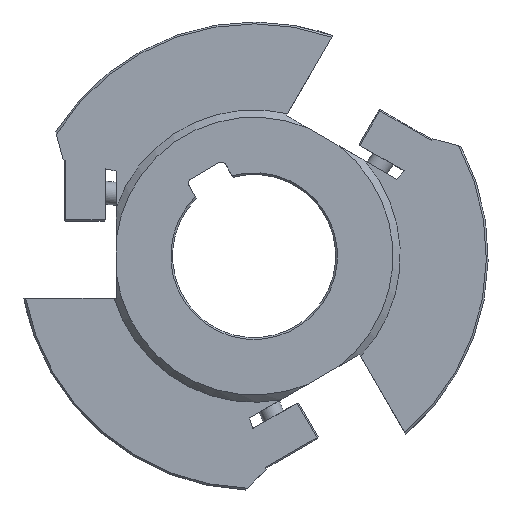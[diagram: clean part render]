
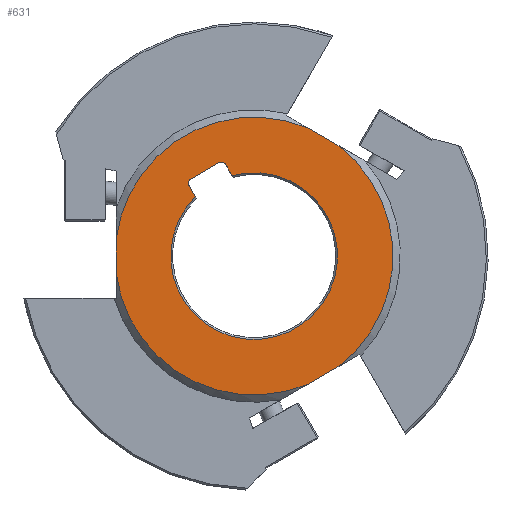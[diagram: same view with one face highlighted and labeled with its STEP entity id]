
A CAD part, left-side view. The second image highlights one B-rep face of the part: STEP entity #631.
In plain terms, the highlighted planar face has unit normal (-1, 0, 0).
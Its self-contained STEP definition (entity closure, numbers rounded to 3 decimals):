
#67=PLANE('',#2109);
#194=LINE('',#3153,#377);
#199=LINE('',#3166,#382);
#202=LINE('',#3190,#385);
#204=LINE('',#3196,#387);
#205=LINE('',#3200,#388);
#206=LINE('',#3204,#389);
#377=VECTOR('',#2415,1.);
#382=VECTOR('',#2428,1.);
#385=VECTOR('',#2441,1.);
#387=VECTOR('',#2447,1.);
#388=VECTOR('',#2450,1.);
#389=VECTOR('',#2453,1.);
#631=ADVANCED_FACE('',(#731,#732),#67,.T.);
#731=FACE_BOUND('',#803,.T.);
#732=FACE_BOUND('',#804,.T.);
#803=EDGE_LOOP('',(#1129,#1130,#1131,#1132,#1133,#1134));
#804=EDGE_LOOP('',(#1135,#1136,#1137,#1138,#1139,#1140));
#1129=ORIENTED_EDGE('',*,*,#1819,.T.);
#1130=ORIENTED_EDGE('',*,*,#1814,.F.);
#1131=ORIENTED_EDGE('',*,*,#1810,.F.);
#1132=ORIENTED_EDGE('',*,*,#1807,.F.);
#1133=ORIENTED_EDGE('',*,*,#1803,.F.);
#1134=ORIENTED_EDGE('',*,*,#1821,.F.);
#1135=ORIENTED_EDGE('',*,*,#1823,.T.);
#1136=ORIENTED_EDGE('',*,*,#1824,.F.);
#1137=ORIENTED_EDGE('',*,*,#1825,.T.);
#1138=ORIENTED_EDGE('',*,*,#1826,.F.);
#1139=ORIENTED_EDGE('',*,*,#1827,.T.);
#1140=ORIENTED_EDGE('',*,*,#1828,.F.);
#1577=VERTEX_POINT('',#3145);
#1578=VERTEX_POINT('',#3146);
#1581=VERTEX_POINT('',#3154);
#1583=VERTEX_POINT('',#3160);
#1585=VERTEX_POINT('',#3167);
#1588=VERTEX_POINT('',#3184);
#1589=VERTEX_POINT('',#3194);
#1590=VERTEX_POINT('',#3195);
#1591=VERTEX_POINT('',#3197);
#1592=VERTEX_POINT('',#3199);
#1593=VERTEX_POINT('',#3201);
#1594=VERTEX_POINT('',#3203);
#1803=EDGE_CURVE('',#1577,#1578,#1990,.T.);
#1807=EDGE_CURVE('',#1578,#1581,#194,.T.);
#1810=EDGE_CURVE('',#1581,#1583,#1992,.T.);
#1814=EDGE_CURVE('',#1583,#1585,#199,.T.);
#1819=EDGE_CURVE('',#1588,#1585,#1995,.T.);
#1821=EDGE_CURVE('',#1588,#1577,#202,.T.);
#1823=EDGE_CURVE('',#1589,#1590,#1996,.T.);
#1824=EDGE_CURVE('',#1591,#1590,#204,.T.);
#1825=EDGE_CURVE('',#1591,#1592,#1997,.T.);
#1826=EDGE_CURVE('',#1593,#1592,#205,.T.);
#1827=EDGE_CURVE('',#1593,#1594,#1998,.T.);
#1828=EDGE_CURVE('',#1589,#1594,#206,.T.);
#1990=CIRCLE('',#2093,0.85);
#1992=CIRCLE('',#2097,0.85);
#1995=CIRCLE('',#2102,13.8);
#1996=CIRCLE('',#2106,23.);
#1997=CIRCLE('',#2107,23.);
#1998=CIRCLE('',#2108,23.);
#2093=AXIS2_PLACEMENT_3D('',#3144,#2407,#2408);
#2097=AXIS2_PLACEMENT_3D('',#3159,#2420,#2421);
#2102=AXIS2_PLACEMENT_3D('',#3186,#2434,#2435);
#2106=AXIS2_PLACEMENT_3D('',#3193,#2445,#2446);
#2107=AXIS2_PLACEMENT_3D('',#3198,#2448,#2449);
#2108=AXIS2_PLACEMENT_3D('',#3202,#2451,#2452);
#2109=AXIS2_PLACEMENT_3D('',#3205,#2454,#2455);
#2407=DIRECTION('',(-1.,0.,0.));
#2408=DIRECTION('',(0.,-0.866,0.5));
#2415=DIRECTION('',(0.,0.866,-0.5));
#2420=DIRECTION('',(-1.,0.,0.));
#2421=DIRECTION('',(0.,0.5,0.866));
#2428=DIRECTION('',(0.,-0.5,-0.866));
#2434=DIRECTION('',(1.,0.,0.));
#2435=DIRECTION('',(0.,0.093,0.996));
#2441=DIRECTION('',(0.,0.5,0.866));
#2445=DIRECTION('',(-1.,0.,0.));
#2446=DIRECTION('',(0.,-0.604,-0.797));
#2447=DIRECTION('',(0.,-0.866,-0.5));
#2448=DIRECTION('',(-1.,0.,0.));
#2449=DIRECTION('',(0.,-0.388,0.921));
#2450=DIRECTION('',(0.,0.,1.));
#2451=DIRECTION('',(-1.,0.,0.));
#2452=DIRECTION('',(0.,0.992,-0.124));
#2453=DIRECTION('',(0.,0.866,-0.5));
#2454=DIRECTION('',(-1.,0.,0.));
#2455=DIRECTION('',(0.,0.,1.));
#3144=CARTESIAN_POINT('',(-16.,5.43,14.705));
#3145=CARTESIAN_POINT('',(-16.,4.694,15.13));
#3146=CARTESIAN_POINT('',(-16.,5.855,15.441));
#3153=CARTESIAN_POINT('',(-16.,5.855,15.441));
#3154=CARTESIAN_POINT('',(-16.,10.445,12.791));
#3159=CARTESIAN_POINT('',(-16.,10.02,12.055));
#3160=CARTESIAN_POINT('',(-16.,10.756,11.63));
#3166=CARTESIAN_POINT('',(-16.,10.756,11.63));
#3167=CARTESIAN_POINT('',(-16.,9.705,9.81));
#3184=CARTESIAN_POINT('',(-16.,3.643,13.31));
#3186=CARTESIAN_POINT('',(-16.,0.,0.));
#3190=CARTESIAN_POINT('',(-16.,3.643,13.31));
#3193=CARTESIAN_POINT('',(-16.,0.,0.));
#3194=CARTESIAN_POINT('',(-16.,-13.888,-18.333));
#3195=CARTESIAN_POINT('',(-16.,-13.888,18.333));
#3196=CARTESIAN_POINT('',(-16.,-8.933,21.194));
#3197=CARTESIAN_POINT('',(-16.,-8.933,21.194));
#3198=CARTESIAN_POINT('',(-16.,0.,0.));
#3199=CARTESIAN_POINT('',(-16.,22.821,2.861));
#3200=CARTESIAN_POINT('',(-16.,22.821,-2.861));
#3201=CARTESIAN_POINT('',(-16.,22.821,-2.861));
#3202=CARTESIAN_POINT('',(-16.,0.,0.));
#3203=CARTESIAN_POINT('',(-16.,-8.933,-21.194));
#3204=CARTESIAN_POINT('',(-16.,-13.888,-18.333));
#3205=CARTESIAN_POINT('',(-16.,0.,0.));
